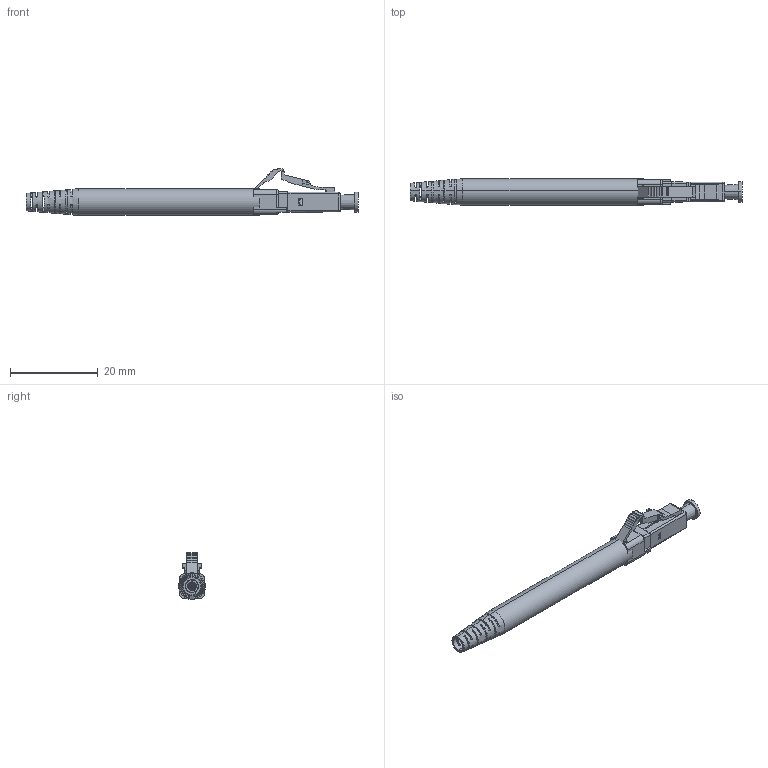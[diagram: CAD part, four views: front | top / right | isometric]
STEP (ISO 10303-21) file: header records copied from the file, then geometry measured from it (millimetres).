
FILE_DESCRIPTION (( 'STEP AP203' ), '1' );
FILE_NAME ('SOC-LC-M4-30AQ-10PK_3D.STEP', '2022-04-23T07:02:39', ( '' ), ( '' ), 'SwSTEP 2.0', 'SolidWorks 2021', '' );
FILE_SCHEMA (( 'CONFIG_CONTROL_DESIGN' ));
Length unit declared in the file: inch
Products named in the file (15): LC______.STEP; ______________20150720.STEP; LC ________20150211.STEP; SOC______3.05______20150202.STEP; SOC________________________-________________________.STEP; ______-3.0mm.STEP; SOC________________________-20150908.STEP; ____________-cap-1.STEP; ______-soc_1.STEP; UVB3-HOUSING.STEP; LC ________.STEP; SOC________________________-______(________20150908.STEP; SOC-LC-M4-30AQ-10PK_3D; 1.5-4-3______-20150421.STEP; LC Flange--UBV3.STEP
Assembly tree (14 placements, depth 3):
  SOC-LC-M4-30AQ-10PK_3D
    SOC________________________-20150908.STEP
      SOC________________________-______(________20150908.STEP
      SOC________________________-________________________.STEP
    ____________-cap-1.STEP
    UVB3-HOUSING.STEP
    LC Flange--UBV3.STEP
    LC______.STEP
    LC ________.STEP
    SOC______3.05______20150202.STEP
    ______________20150720.STEP
    ______-3.0mm.STEP
    1.5-4-3______-20150421.STEP
    ______-soc_1.STEP
    LC ________20150211.STEP
Bounding box: 75.47 x 6.08 x 10.68 mm (x, y, z)
Volume: 1564.5 mm3; surface area: 5289.9 mm2
Topology: 14 solids, 14 shells, 518 faces, 1279 edges, 809 vertices
Faces by surface type: plane 210, cylinder 210, cone 50, torus 30, bspline 14, sphere 4
Entity records: 23681 total; most frequent: CARTESIAN_POINT 9711, DIRECTION 2646, ORIENTED_EDGE 2550, EDGE_CURVE 1275, AXIS2_PLACEMENT_3D 998, VERTEX_POINT 809, LINE 650, VECTOR 650
